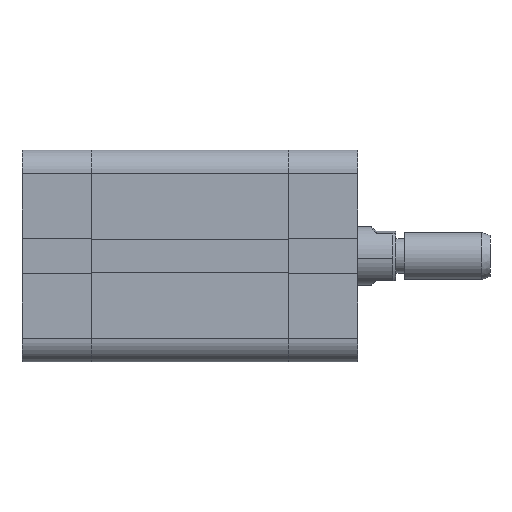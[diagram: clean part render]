
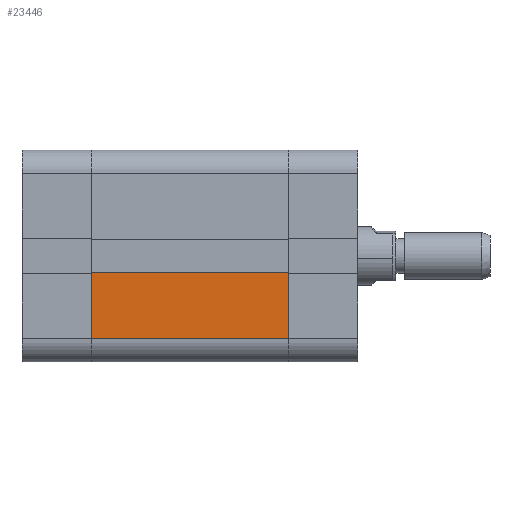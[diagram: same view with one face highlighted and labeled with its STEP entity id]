
A CAD part, front view. The second image highlights one B-rep face of the part: STEP entity #23446.
In plain terms, the highlighted planar face has unit normal (0, -1, 0).
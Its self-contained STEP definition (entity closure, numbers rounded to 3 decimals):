
#648 = PLANE ( 'NONE',  #1899 ) ;
#705 = LINE ( 'NONE', #2385, #10077 ) ;
#894 = EDGE_CURVE ( 'NONE', #1508, #19844, #705, .T. ) ;
#1508 = VERTEX_POINT ( 'NONE', #20197 ) ;
#1644 = LINE ( 'NONE', #5963, #9051 ) ;
#1899 = AXIS2_PLACEMENT_3D ( 'NONE', #9653, #5095, #17976 ) ;
#2385 = CARTESIAN_POINT ( 'NONE',  ( 33.501, -18., -2.8 ) ) ;
#4118 = CARTESIAN_POINT ( 'NONE',  ( 33.5, -18., -14. ) ) ;
#4184 = ORIENTED_EDGE ( 'NONE', *, *, #894, .T. ) ;
#4252 = EDGE_CURVE ( 'NONE', #1508, #7290, #7496, .T. ) ;
#5095 = DIRECTION ( 'NONE',  ( 0., 1., 0. ) ) ;
#5963 = CARTESIAN_POINT ( 'NONE',  ( 33.5, -18., -14. ) ) ;
#6231 = EDGE_CURVE ( 'NONE', #19844, #15295, #8914, .T. ) ;
#6845 = ORIENTED_EDGE ( 'NONE', *, *, #7926, .T. ) ;
#7290 = VERTEX_POINT ( 'NONE', #4118 ) ;
#7496 = LINE ( 'NONE', #18171, #27074 ) ;
#7634 = DIRECTION ( 'NONE',  ( 0., 0., -1. ) ) ;
#7926 = EDGE_CURVE ( 'NONE', #15295, #7290, #1644, .T. ) ;
#8914 = LINE ( 'NONE', #13221, #11183 ) ;
#9051 = VECTOR ( 'NONE', #20945, 1000. ) ;
#9054 = DIRECTION ( 'NONE',  ( 0., 0., -1. ) ) ;
#9524 = FACE_OUTER_BOUND ( 'NONE', #21895, .T. ) ;
#9653 = CARTESIAN_POINT ( 'NONE',  ( 33.5, -18., -18. ) ) ;
#9878 = CARTESIAN_POINT ( 'NONE',  ( 0., -18., -14. ) ) ;
#10077 = VECTOR ( 'NONE', #15153, 1000. ) ;
#11183 = VECTOR ( 'NONE', #9054, 1000. ) ;
#11804 = ORIENTED_EDGE ( 'NONE', *, *, #4252, .F. ) ;
#13221 = CARTESIAN_POINT ( 'NONE',  ( 0., -18., -18. ) ) ;
#13562 = ORIENTED_EDGE ( 'NONE', *, *, #6231, .T. ) ;
#15153 = DIRECTION ( 'NONE',  ( -1., 0., 0. ) ) ;
#15295 = VERTEX_POINT ( 'NONE', #9878 ) ;
#17362 = CARTESIAN_POINT ( 'NONE',  ( 0., -18., -2.8 ) ) ;
#17976 = DIRECTION ( 'NONE',  ( 0., 0., 1. ) ) ;
#18171 = CARTESIAN_POINT ( 'NONE',  ( 33.5, -18., -18. ) ) ;
#19844 = VERTEX_POINT ( 'NONE', #17362 ) ;
#20197 = CARTESIAN_POINT ( 'NONE',  ( 33.5, -18., -2.8 ) ) ;
#20945 = DIRECTION ( 'NONE',  ( 1., 0., 0. ) ) ;
#21895 = EDGE_LOOP ( 'NONE', ( #4184, #13562, #6845, #11804 ) ) ;
#23446 = ADVANCED_FACE ( 'NONE', ( #9524 ), #648, .F. ) ;
#27074 = VECTOR ( 'NONE', #7634, 1000. ) ;
